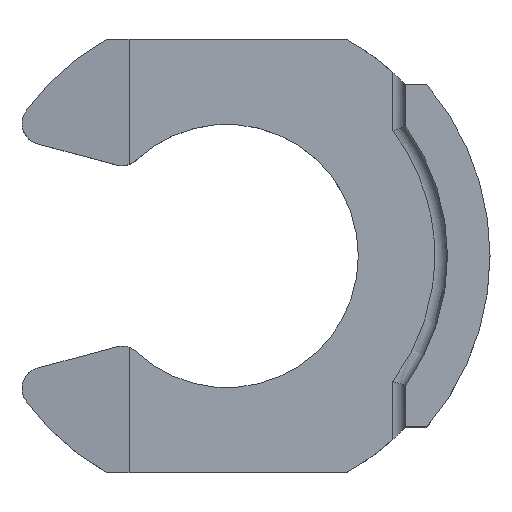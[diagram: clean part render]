
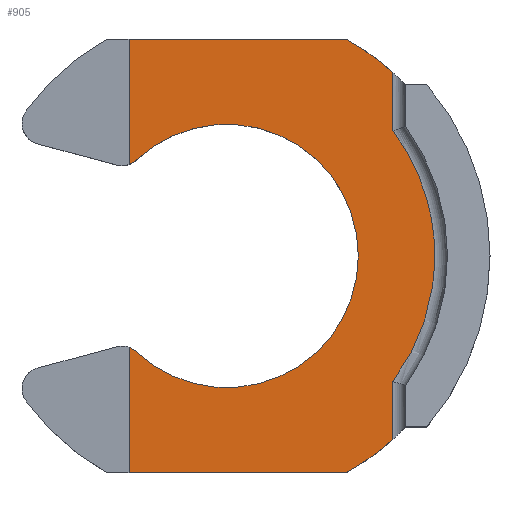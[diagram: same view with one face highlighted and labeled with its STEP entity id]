
A CAD part, top view. The second image highlights one B-rep face of the part: STEP entity #905.
In plain terms, the highlighted planar face has unit normal (0, 0, 1).
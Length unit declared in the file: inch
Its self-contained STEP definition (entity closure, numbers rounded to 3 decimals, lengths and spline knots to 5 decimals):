
#8 = VERTEX_POINT ( 'NONE', #832 ) ;
#20 = VERTEX_POINT ( 'NONE', #119 ) ;
#33 = CARTESIAN_POINT ( 'NONE',  ( 0.16014, -0.10805, 0.04331 ) ) ;
#35 = ORIENTED_EDGE ( 'NONE', *, *, #387, .T. ) ;
#36 = CARTESIAN_POINT ( 'NONE',  ( 0.19291, 0.01076, 0.04331 ) ) ;
#45 = ORIENTED_EDGE ( 'NONE', *, *, #175, .T. ) ;
#56 = AXIS2_PLACEMENT_3D ( 'NONE', #87, #647, #165 ) ;
#68 = CIRCLE ( 'NONE', #56, 0.01969 ) ;
#86 = CARTESIAN_POINT ( 'NONE',  ( -0.09055, -0.20079, 0.04331 ) ) ;
#87 = CARTESIAN_POINT ( 'NONE',  ( -0.09703, 0.10331, 0.04331 ) ) ;
#92 = FACE_OUTER_BOUND ( 'NONE', #939, .T. ) ;
#119 = CARTESIAN_POINT ( 'NONE',  ( -0.09055, 0.20079, 0.04331 ) ) ;
#124 = CARTESIAN_POINT ( 'NONE',  ( 0.18776, 0.04489, 0.04331 ) ) ;
#147 = ORIENTED_EDGE ( 'NONE', *, *, #620, .F. ) ;
#162 = ORIENTED_EDGE ( 'NONE', *, *, #690, .T. ) ;
#163 = CARTESIAN_POINT ( 'NONE',  ( 0., 0., 0.04331 ) ) ;
#165 = DIRECTION ( 'NONE',  ( 1., 0., 0. ) ) ;
#170 = DIRECTION ( 'NONE',  ( 0., 0., -1. ) ) ;
#175 = EDGE_CURVE ( 'NONE', #20, #995, #438, .T. ) ;
#181 = DIRECTION ( 'NONE',  ( 0., 0., -1. ) ) ;
#194 = VECTOR ( 'NONE', #536, 39.37008 ) ;
#200 = ORIENTED_EDGE ( 'NONE', *, *, #707, .F. ) ;
#202 = CARTESIAN_POINT ( 'NONE',  ( 0.18408, 0.05774, 0.04331 ) ) ;
#203 = VERTEX_POINT ( 'NONE', #699 ) ;
#209 = VECTOR ( 'NONE', #793, 39.37008 ) ;
#234 = CARTESIAN_POINT ( 'NONE',  ( 0.11113, -0.20079, 0.04331 ) ) ;
#243 = B_SPLINE_CURVE_WITH_KNOTS ( 'NONE', 3,
 ( #272, #33, #756, #278, #834, #366, #921, #446, #989, #527, #36, #608, #124, #685, #202, #760, #282, #840, #369, #925 ),
 .UNSPECIFIED., .F., .F.,
 ( 4, 1, 1, 1, 2, 2, 2, 1, 1, 1, 2, 2, 4 ),
 ( 0., 0.125, 0.1875, 0.21875, 0.23438, 0.25, 0.5, 0.625, 0.6875, 0.71875, 0.73437, 0.75, 1. ),
 .UNSPECIFIED. ) ;
#246 = DIRECTION ( 'NONE',  ( 1., 0., 0. ) ) ;
#250 = VERTEX_POINT ( 'NONE', #388 ) ;
#272 = CARTESIAN_POINT ( 'NONE',  ( 0.154, -0.11618, 0.04331 ) ) ;
#278 = CARTESIAN_POINT ( 'NONE',  ( 0.17596, -0.07939, 0.04331 ) ) ;
#282 = CARTESIAN_POINT ( 'NONE',  ( 0.1828, 0.06164, 0.04331 ) ) ;
#305 = AXIS2_PLACEMENT_3D ( 'NONE', #652, #170, #729 ) ;
#314 = EDGE_CURVE ( 'NONE', #8, #441, #638, .T. ) ;
#321 = DIRECTION ( 'NONE',  ( 0., 0., -1. ) ) ;
#334 = VECTOR ( 'NONE', #782, 39.37008 ) ;
#340 = EDGE_CURVE ( 'NONE', #727, #582, #732, .T. ) ;
#343 = VERTEX_POINT ( 'NONE', #234 ) ;
#359 = PLANE ( 'NONE',  #1001 ) ;
#361 = CIRCLE ( 'NONE', #541, 0.01969 ) ;
#366 = CARTESIAN_POINT ( 'NONE',  ( 0.18067, -0.06764, 0.04331 ) ) ;
#369 = CARTESIAN_POINT ( 'NONE',  ( 0.16629, 0.0999, 0.04331 ) ) ;
#387 = EDGE_CURVE ( 'NONE', #396, #203, #818, .T. ) ;
#388 = CARTESIAN_POINT ( 'NONE',  ( -0.08355, 0.08896, 0.04331 ) ) ;
#393 = CARTESIAN_POINT ( 'NONE',  ( -0.09703, -0.10331, 0.04331 ) ) ;
#396 = VERTEX_POINT ( 'NONE', #644 ) ;
#398 = DIRECTION ( 'NONE',  ( 0., 1., 0. ) ) ;
#417 = EDGE_CURVE ( 'NONE', #8, #343, #999, .T. ) ;
#420 = VERTEX_POINT ( 'NONE', #86 ) ;
#421 = ORIENTED_EDGE ( 'NONE', *, *, #314, .T. ) ;
#431 = CARTESIAN_POINT ( 'NONE',  ( 0.154, 0.17015, 0.04331 ) ) ;
#438 = LINE ( 'NONE', #934, #194 ) ;
#441 = VERTEX_POINT ( 'NONE', #804 ) ;
#446 = CARTESIAN_POINT ( 'NONE',  ( 0.18195, -0.06412, 0.04331 ) ) ;
#452 = EDGE_CURVE ( 'NONE', #250, #396, #720, .T. ) ;
#472 = VECTOR ( 'NONE', #562, 39.37008 ) ;
#474 = DIRECTION ( 'NONE',  ( 1., 0., 0. ) ) ;
#476 = CARTESIAN_POINT ( 'NONE',  ( 0.154, -0.13891, 0.04331 ) ) ;
#508 = DIRECTION ( 'NONE',  ( 1., 0., 0. ) ) ;
#510 = CARTESIAN_POINT ( 'NONE',  ( -0.11113, 0.20079, 0.04331 ) ) ;
#515 = ORIENTED_EDGE ( 'NONE', *, *, #629, .F. ) ;
#516 = DIRECTION ( 'NONE',  ( 1., 0., 0. ) ) ;
#519 = CARTESIAN_POINT ( 'NONE',  ( -0.09055, -0.08472, 0.04331 ) ) ;
#527 = CARTESIAN_POINT ( 'NONE',  ( 0.19291, -0.02152, 0.04331 ) ) ;
#536 = DIRECTION ( 'NONE',  ( 0., -1., 0. ) ) ;
#541 = AXIS2_PLACEMENT_3D ( 'NONE', #393, #948, #474 ) ;
#546 = LINE ( 'NONE', #866, #334 ) ;
#562 = DIRECTION ( 'NONE',  ( 0., -1., 0. ) ) ;
#565 = CARTESIAN_POINT ( 'NONE',  ( 0.154, 0.11618, 0.04331 ) ) ;
#580 = EDGE_CURVE ( 'NONE', #20, #981, #1010, .T. ) ;
#582 = VERTEX_POINT ( 'NONE', #431 ) ;
#607 = AXIS2_PLACEMENT_3D ( 'NONE', #163, #723, #246 ) ;
#608 = CARTESIAN_POINT ( 'NONE',  ( 0.1916, 0.02669, 0.04331 ) ) ;
#620 = EDGE_CURVE ( 'NONE', #928, #203, #361, .T. ) ;
#629 = EDGE_CURVE ( 'NONE', #343, #420, #546, .T. ) ;
#638 = LINE ( 'NONE', #788, #1023 ) ;
#644 = CARTESIAN_POINT ( 'NONE',  ( 0.12205, 0., 0.04331 ) ) ;
#647 = DIRECTION ( 'NONE',  ( 0., 0., -1. ) ) ;
#652 = CARTESIAN_POINT ( 'NONE',  ( 0., 0., 0.04331 ) ) ;
#656 = ORIENTED_EDGE ( 'NONE', *, *, #792, .F. ) ;
#664 = CARTESIAN_POINT ( 'NONE',  ( 0., 0., 0.04331 ) ) ;
#685 = CARTESIAN_POINT ( 'NONE',  ( 0.18527, 0.0539, 0.04331 ) ) ;
#690 = EDGE_CURVE ( 'NONE', #928, #420, #967, .T. ) ;
#699 = CARTESIAN_POINT ( 'NONE',  ( -0.08355, -0.08896, 0.04331 ) ) ;
#707 = EDGE_CURVE ( 'NONE', #250, #995, #68, .T. ) ;
#720 = CIRCLE ( 'NONE', #305, 0.12205 ) ;
#721 = AXIS2_PLACEMENT_3D ( 'NONE', #664, #181, #736 ) ;
#723 = DIRECTION ( 'NONE',  ( 0., 0., -1. ) ) ;
#724 = ORIENTED_EDGE ( 'NONE', *, *, #417, .F. ) ;
#727 = VERTEX_POINT ( 'NONE', #565 ) ;
#728 = AXIS2_PLACEMENT_3D ( 'NONE', #796, #321, #880 ) ;
#729 = DIRECTION ( 'NONE',  ( 1., 0., 0. ) ) ;
#732 = LINE ( 'NONE', #476, #209 ) ;
#736 = DIRECTION ( 'NONE',  ( 1., 0., 0. ) ) ;
#756 = CARTESIAN_POINT ( 'NONE',  ( 0.16829, -0.09528, 0.04331 ) ) ;
#760 = CARTESIAN_POINT ( 'NONE',  ( 0.18325, 0.0603, 0.04331 ) ) ;
#763 = ORIENTED_EDGE ( 'NONE', *, *, #340, .T. ) ;
#765 = CARTESIAN_POINT ( 'NONE',  ( -0.09055, 0.08472, 0.04331 ) ) ;
#782 = DIRECTION ( 'NONE',  ( -1., 0., 0. ) ) ;
#788 = CARTESIAN_POINT ( 'NONE',  ( 0.154, -0.13891, 0.04331 ) ) ;
#792 = EDGE_CURVE ( 'NONE', #981, #582, #1021, .T. ) ;
#793 = DIRECTION ( 'NONE',  ( 0., 1., 0. ) ) ;
#796 = CARTESIAN_POINT ( 'NONE',  ( 0., 0., 0.04331 ) ) ;
#803 = VECTOR ( 'NONE', #508, 39.37008 ) ;
#804 = CARTESIAN_POINT ( 'NONE',  ( 0.154, -0.11618, 0.04331 ) ) ;
#815 = ORIENTED_EDGE ( 'NONE', *, *, #580, .F. ) ;
#818 = CIRCLE ( 'NONE', #728, 0.12205 ) ;
#832 = CARTESIAN_POINT ( 'NONE',  ( 0.154, -0.17015, 0.04331 ) ) ;
#834 = CARTESIAN_POINT ( 'NONE',  ( 0.17933, -0.0712, 0.04331 ) ) ;
#840 = CARTESIAN_POINT ( 'NONE',  ( 0.17575, 0.08212, 0.04331 ) ) ;
#844 = CARTESIAN_POINT ( 'NONE',  ( 0.11113, 0.20079, 0.04331 ) ) ;
#866 = CARTESIAN_POINT ( 'NONE',  ( -0.09101, -0.20079, 0.04331 ) ) ;
#880 = DIRECTION ( 'NONE',  ( 1., 0., 0. ) ) ;
#905 = ADVANCED_FACE ( 'NONE', ( #92 ), #359, .T. ) ;
#911 = CARTESIAN_POINT ( 'NONE',  ( -0.12824, -0.13891, 0.04331 ) ) ;
#916 = ORIENTED_EDGE ( 'NONE', *, *, #924, .T. ) ;
#921 = CARTESIAN_POINT ( 'NONE',  ( 0.18155, -0.06525, 0.04331 ) ) ;
#924 = EDGE_CURVE ( 'NONE', #441, #727, #243, .T. ) ;
#925 = CARTESIAN_POINT ( 'NONE',  ( 0.154, 0.11618, 0.04331 ) ) ;
#928 = VERTEX_POINT ( 'NONE', #519 ) ;
#934 = CARTESIAN_POINT ( 'NONE',  ( -0.09055, -0.13891, 0.04331 ) ) ;
#939 = EDGE_LOOP ( 'NONE', ( #421, #916, #763, #656, #815, #45, #200, #940, #35, #147, #162, #515, #724 ) ) ;
#940 = ORIENTED_EDGE ( 'NONE', *, *, #452, .T. ) ;
#948 = DIRECTION ( 'NONE',  ( 0., 0., -1. ) ) ;
#967 = LINE ( 'NONE', #1026, #472 ) ;
#981 = VERTEX_POINT ( 'NONE', #844 ) ;
#984 = DIRECTION ( 'NONE',  ( 0., 0., 1. ) ) ;
#989 = CARTESIAN_POINT ( 'NONE',  ( 0.1894, -0.0425, 0.04331 ) ) ;
#995 = VERTEX_POINT ( 'NONE', #765 ) ;
#999 = CIRCLE ( 'NONE', #607, 0.22949 ) ;
#1001 = AXIS2_PLACEMENT_3D ( 'NONE', #911, #984, #516 ) ;
#1010 = LINE ( 'NONE', #510, #803 ) ;
#1021 = CIRCLE ( 'NONE', #721, 0.22949 ) ;
#1023 = VECTOR ( 'NONE', #398, 39.37008 ) ;
#1026 = CARTESIAN_POINT ( 'NONE',  ( -0.09055, -0.13891, 0.04331 ) ) ;
